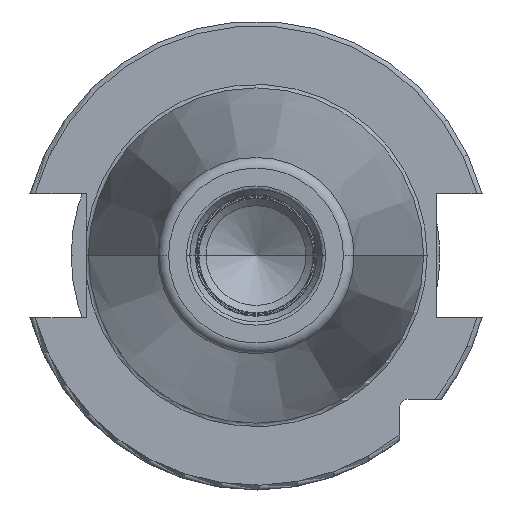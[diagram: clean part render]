
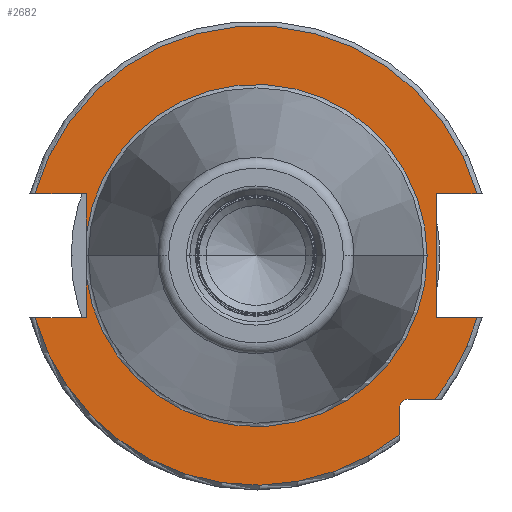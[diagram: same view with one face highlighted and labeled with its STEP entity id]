
A CAD part, left-side view. The second image highlights one B-rep face of the part: STEP entity #2682.
In plain terms, the highlighted planar face has unit normal (-1, 0, 0).
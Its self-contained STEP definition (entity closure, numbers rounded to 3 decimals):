
#117=CARTESIAN_POINT('',(3.2,0.,0.));
#118=DIRECTION('',(-1.,0.,0.));
#119=DIRECTION('',(0.,0.992,-0.124));
#120=AXIS2_PLACEMENT_3D('',#117,#118,#119);
#719=CARTESIAN_POINT('',(3.2,-37.254,-29.85));
#730=DIRECTION('',(0.,-1.,0.));
#731=VECTOR('',#730,5.654);
#732=CARTESIAN_POINT('',(3.2,-31.6,-29.85));
#733=LINE('',#732,#731);
#734=DIRECTION('',(0.,0.,1.));
#735=VECTOR('',#734,5.654);
#736=CARTESIAN_POINT('',(3.2,-29.85,-37.254));
#737=LINE('',#736,#735);
#738=CARTESIAN_POINT('',(3.2,0.,0.));
#739=DIRECTION('',(-1.,0.,0.));
#740=DIRECTION('',(0.,0.963,-0.27));
#741=AXIS2_PLACEMENT_3D('',#738,#739,#740);
#743=DIRECTION('',(0.,-1.,0.));
#744=VECTOR('',#743,10.661);
#745=CARTESIAN_POINT('',(3.2,45.961,-12.9));
#746=LINE('',#745,#744);
#747=DIRECTION('',(0.,0.,-1.));
#748=VECTOR('',#747,8.485);
#749=CARTESIAN_POINT('',(3.2,35.3,-4.415));
#750=LINE('',#749,#748);
#751=DIRECTION('',(0.,0.,-1.));
#752=VECTOR('',#751,8.485);
#753=CARTESIAN_POINT('',(3.2,35.3,12.9));
#754=LINE('',#753,#752);
#755=DIRECTION('',(0.,-1.,0.));
#756=VECTOR('',#755,10.661);
#757=CARTESIAN_POINT('',(3.2,45.961,12.9));
#758=LINE('',#757,#756);
#759=CARTESIAN_POINT('',(3.2,0.,0.));
#760=DIRECTION('',(1.,0.,0.));
#761=DIRECTION('',(0.,0.963,0.27));
#762=AXIS2_PLACEMENT_3D('',#759,#760,#761);
#764=DIRECTION('',(0.,1.,0.));
#765=VECTOR('',#764,8.461);
#766=CARTESIAN_POINT('',(3.2,-45.961,12.9));
#767=LINE('',#766,#765);
#768=DIRECTION('',(0.,0.,1.));
#769=VECTOR('',#768,25.8);
#770=CARTESIAN_POINT('',(3.2,-37.5,-12.9));
#771=LINE('',#770,#769);
#772=DIRECTION('',(0.,1.,0.));
#773=VECTOR('',#772,8.461);
#774=CARTESIAN_POINT('',(3.2,-45.961,-12.9));
#775=LINE('',#774,#773);
#776=CARTESIAN_POINT('',(3.2,0.,0.));
#777=DIRECTION('',(-1.,0.,0.));
#778=DIRECTION('',(0.,-0.78,-0.625));
#779=AXIS2_PLACEMENT_3D('',#776,#777,#778);
#790=CARTESIAN_POINT('',(3.2,-31.6,-31.6));
#791=DIRECTION('',(1.,0.,0.));
#792=DIRECTION('',(0.,1.,0.));
#793=AXIS2_PLACEMENT_3D('',#790,#791,#792);
#1277=CARTESIAN_POINT('',(3.2,0.,0.));
#1278=DIRECTION('',(1.,0.,0.));
#1279=DIRECTION('',(0.,0.992,0.124));
#1280=AXIS2_PLACEMENT_3D('',#1277,#1278,#1279);
#1500=CARTESIAN_POINT('',(3.2,-35.575,0.));
#1502=VERTEX_POINT('',#1500);
#1618=CARTESIAN_POINT('',(3.2,45.961,12.9));
#1619=CARTESIAN_POINT('',(3.2,35.3,12.9));
#1620=VERTEX_POINT('',#1618);
#1621=VERTEX_POINT('',#1619);
#1622=CARTESIAN_POINT('',(3.2,35.3,4.415));
#1623=VERTEX_POINT('',#1622);
#1624=CARTESIAN_POINT('',(3.2,35.3,-4.415));
#1625=CARTESIAN_POINT('',(3.2,35.3,-12.9));
#1626=VERTEX_POINT('',#1624);
#1627=VERTEX_POINT('',#1625);
#1628=CARTESIAN_POINT('',(3.2,45.961,-12.9));
#1629=VERTEX_POINT('',#1628);
#1630=CARTESIAN_POINT('',(3.2,-45.961,-12.9));
#1631=CARTESIAN_POINT('',(3.2,-37.5,-12.9));
#1632=VERTEX_POINT('',#1630);
#1633=VERTEX_POINT('',#1631);
#1634=CARTESIAN_POINT('',(3.2,-37.5,12.9));
#1635=VERTEX_POINT('',#1634);
#1636=CARTESIAN_POINT('',(3.2,-45.961,12.9));
#1637=VERTEX_POINT('',#1636);
#1673=CARTESIAN_POINT('',(3.2,-29.85,-37.254));
#1674=VERTEX_POINT('',#1673);
#1679=CARTESIAN_POINT('',(3.2,-29.85,-31.6));
#1680=CARTESIAN_POINT('',(3.2,-31.6,-29.85));
#1681=VERTEX_POINT('',#1679);
#1682=VERTEX_POINT('',#1680);
#1701=VERTEX_POINT('',#719);
#2653=CARTESIAN_POINT('',(3.2,0.,0.));
#2654=DIRECTION('',(1.,0.,0.));
#2655=DIRECTION('',(0.,-1.,0.));
#2656=AXIS2_PLACEMENT_3D('',#2653,#2654,#2655);
#2657=PLANE('',#2656);
#2659=ORIENTED_EDGE('',*,*,#2658,.F.);
#2661=ORIENTED_EDGE('',*,*,#2660,.F.);
#2663=ORIENTED_EDGE('',*,*,#2662,.F.);
#2664=ORIENTED_EDGE('',*,*,#2631,.F.);
#2665=ORIENTED_EDGE('',*,*,#1983,.T.);
#2666=ORIENTED_EDGE('',*,*,#1970,.F.);
#2667=ORIENTED_EDGE('',*,*,#1933,.T.);
#2669=ORIENTED_EDGE('',*,*,#2668,.F.);
#2670=ORIENTED_EDGE('',*,*,#1965,.F.);
#2672=ORIENTED_EDGE('',*,*,#2671,.F.);
#2674=ORIENTED_EDGE('',*,*,#2673,.T.);
#2676=ORIENTED_EDGE('',*,*,#2675,.T.);
#2677=ORIENTED_EDGE('',*,*,#2090,.F.);
#2678=ORIENTED_EDGE('',*,*,#2533,.F.);
#2679=ORIENTED_EDGE('',*,*,#2648,.F.);
#2680=EDGE_LOOP('',(#2659,#2661,#2663,#2664,#2665,#2666,#2667,#2669,#2670,#2672,
#2674,#2676,#2677,#2678,#2679));
#2681=FACE_OUTER_BOUND('',#2680,.F.);
#2682=ADVANCED_FACE('',(#2681),#2657,.F.);
#121=CIRCLE('',#120,35.575);
#742=CIRCLE('',#741,47.738);
#763=CIRCLE('',#762,47.738);
#780=CIRCLE('',#779,47.738);
#794=CIRCLE('',#793,1.75);
#1281=CIRCLE('',#1280,35.575);
#1933=EDGE_CURVE('',#1626,#1502,#121,.T.);
#1965=EDGE_CURVE('',#1621,#1623,#754,.T.);
#1970=EDGE_CURVE('',#1626,#1627,#750,.T.);
#1983=EDGE_CURVE('',#1629,#1627,#746,.T.);
#2090=EDGE_CURVE('',#1633,#1635,#771,.T.);
#2533=EDGE_CURVE('',#1632,#1633,#775,.T.);
#2631=EDGE_CURVE('',#1629,#1674,#742,.T.);
#2648=EDGE_CURVE('',#1701,#1632,#780,.T.);
#2658=EDGE_CURVE('',#1682,#1701,#733,.T.);
#2660=EDGE_CURVE('',#1681,#1682,#794,.T.);
#2662=EDGE_CURVE('',#1674,#1681,#737,.T.);
#2668=EDGE_CURVE('',#1623,#1502,#1281,.T.);
#2671=EDGE_CURVE('',#1620,#1621,#758,.T.);
#2673=EDGE_CURVE('',#1620,#1637,#763,.T.);
#2675=EDGE_CURVE('',#1637,#1635,#767,.T.);
